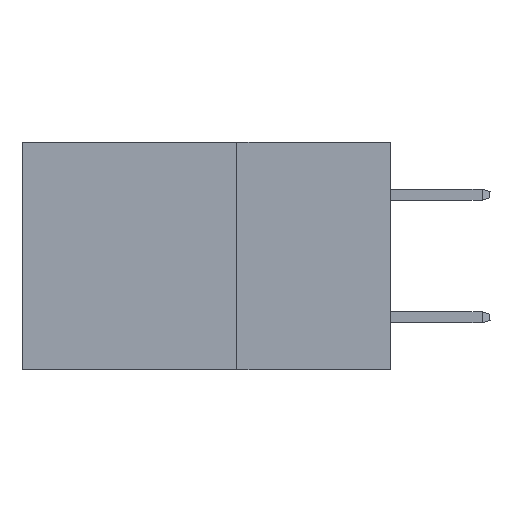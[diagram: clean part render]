
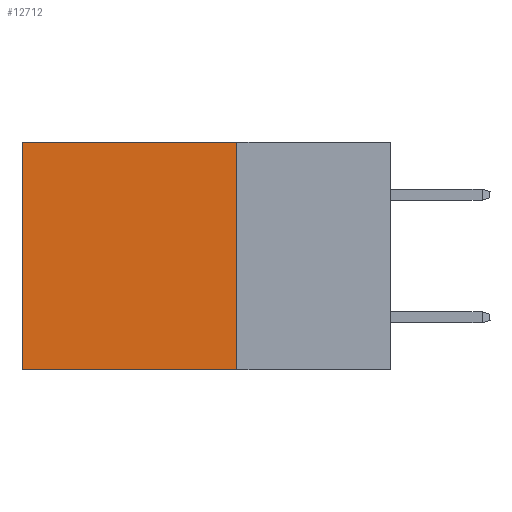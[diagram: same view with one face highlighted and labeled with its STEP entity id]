
A CAD part, left-side view. The second image highlights one B-rep face of the part: STEP entity #12712.
In plain terms, the highlighted planar face has unit normal (-1, 0, 0).
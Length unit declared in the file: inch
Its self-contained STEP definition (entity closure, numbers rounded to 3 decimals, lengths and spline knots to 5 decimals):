
#109 = CARTESIAN_POINT ( 'NONE',  ( 0.2875, 0.25, 0. ) ) ;
#460 = ORIENTED_EDGE ( 'NONE', *, *, #11946, .T. ) ;
#939 = CARTESIAN_POINT ( 'NONE',  ( 0.2875, 0.25, -0.37 ) ) ;
#1608 = VECTOR ( 'NONE', #13440, 39.37008 ) ;
#2042 = ORIENTED_EDGE ( 'NONE', *, *, #10172, .F. ) ;
#2256 = DIRECTION ( 'NONE',  ( 0., 1., 0. ) ) ;
#2956 = VERTEX_POINT ( 'NONE', #4989 ) ;
#3001 = VECTOR ( 'NONE', #7772, 39.37008 ) ;
#4629 = FACE_OUTER_BOUND ( 'NONE', #4822, .T. ) ;
#4800 = PLANE ( 'NONE',  #7534 ) ;
#4822 = EDGE_LOOP ( 'NONE', ( #460, #2042, #8622, #8889 ) ) ;
#4989 = CARTESIAN_POINT ( 'NONE',  ( 0.2875, 0.25, 0. ) ) ;
#5152 = LINE ( 'NONE', #109, #1608 ) ;
#6063 = VERTEX_POINT ( 'NONE', #939 ) ;
#6549 = CARTESIAN_POINT ( 'NONE',  ( 0.2875, 0.25, -0.37 ) ) ;
#6596 = CARTESIAN_POINT ( 'NONE',  ( 0.2875, 0.6, 0. ) ) ;
#6775 = EDGE_CURVE ( 'NONE', #2956, #9081, #11321, .T. ) ;
#7534 = AXIS2_PLACEMENT_3D ( 'NONE', #11722, #15109, #8410 ) ;
#7772 = DIRECTION ( 'NONE',  ( 0., 0., -1. ) ) ;
#8354 = VECTOR ( 'NONE', #2256, 39.37008 ) ;
#8410 = DIRECTION ( 'NONE',  ( 0., 0., -1. ) ) ;
#8622 = ORIENTED_EDGE ( 'NONE', *, *, #14956, .F. ) ;
#8790 = VECTOR ( 'NONE', #12264, 39.37008 ) ;
#8889 = ORIENTED_EDGE ( 'NONE', *, *, #6775, .T. ) ;
#9081 = VERTEX_POINT ( 'NONE', #11814 ) ;
#10172 = EDGE_CURVE ( 'NONE', #6063, #14586, #11758, .T. ) ;
#10503 = CARTESIAN_POINT ( 'NONE',  ( 0.2875, 0.6, -0.37 ) ) ;
#10709 = CARTESIAN_POINT ( 'NONE',  ( 0.2875, 0.25, 0. ) ) ;
#11321 = LINE ( 'NONE', #10709, #8354 ) ;
#11722 = CARTESIAN_POINT ( 'NONE',  ( 0.2875, 0.25, 0. ) ) ;
#11758 = LINE ( 'NONE', #6549, #8790 ) ;
#11814 = CARTESIAN_POINT ( 'NONE',  ( 0.2875, 0.6, 0. ) ) ;
#11946 = EDGE_CURVE ( 'NONE', #9081, #14586, #12439, .T. ) ;
#12264 = DIRECTION ( 'NONE',  ( 0., 1., 0. ) ) ;
#12439 = LINE ( 'NONE', #6596, #3001 ) ;
#12712 = ADVANCED_FACE ( 'NONE', ( #4629 ), #4800, .F. ) ;
#13440 = DIRECTION ( 'NONE',  ( 0., 0., -1. ) ) ;
#14586 = VERTEX_POINT ( 'NONE', #10503 ) ;
#14956 = EDGE_CURVE ( 'NONE', #2956, #6063, #5152, .T. ) ;
#15109 = DIRECTION ( 'NONE',  ( 1., 0., 0. ) ) ;
